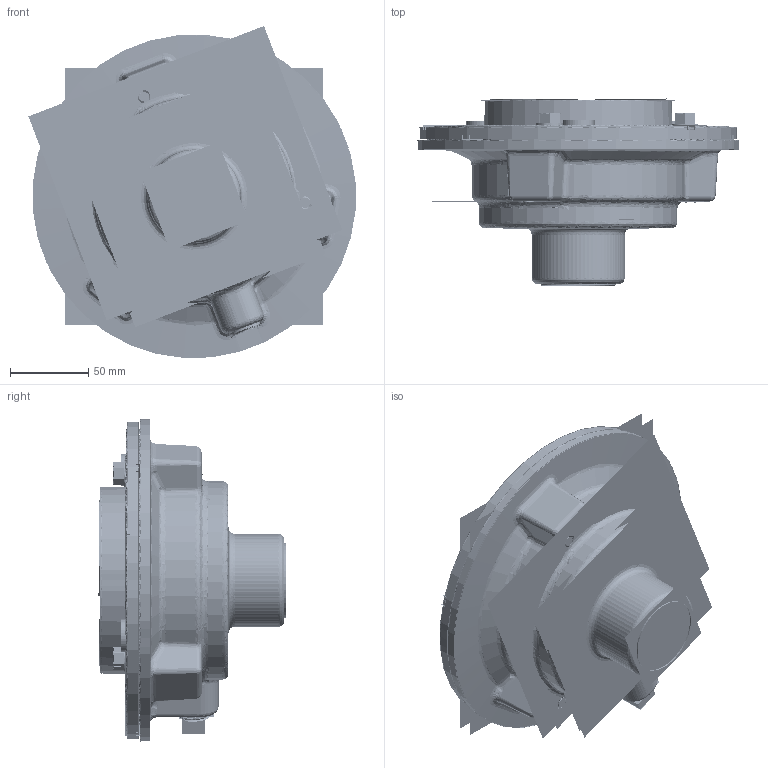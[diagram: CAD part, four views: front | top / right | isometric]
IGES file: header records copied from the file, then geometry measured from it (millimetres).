
Start section:  PTC IGES file: 278-02.igs
Global section: file name: 278-02.igs; native system: Creo Parametric by Parametric Technology Corporation; preprocessor: 2013150; author: rsmith; organization: Unknown; date: 20140825.113312; units: inch
Bounding box: 209.37 x 119.7 x 212.44 mm (x, y, z)
Surface area: 1004341.7 mm2 (no closed solid volume)
Topology: 0 solids, 0 shells, 2374 faces, 34469 edges, 45536 vertices
Faces by surface type: revolution 1748, bspline 624, extrusion 2
